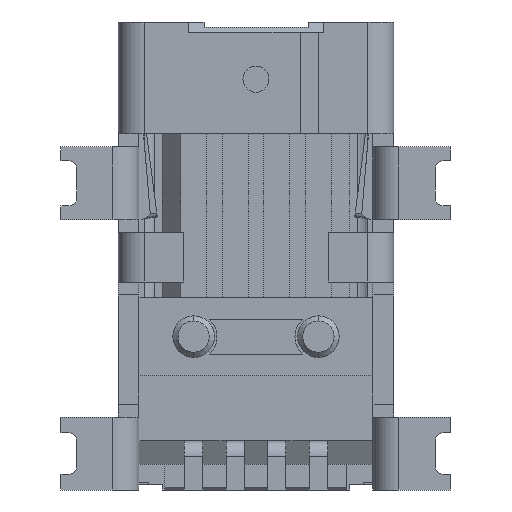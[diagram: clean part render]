
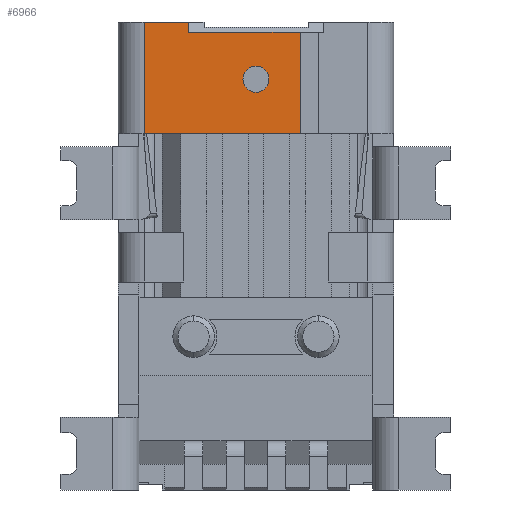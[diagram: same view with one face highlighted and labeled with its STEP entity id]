
A CAD part, front view. The second image highlights one B-rep face of the part: STEP entity #6966.
In plain terms, the highlighted planar face has unit normal (0, -1, 0).
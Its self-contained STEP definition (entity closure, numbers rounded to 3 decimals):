
#35=DIRECTION('',(-1.,0.,0.));
#36=VECTOR('',#35,0.85);
#37=CARTESIAN_POINT('',(-1.3,-1.8,0.));
#38=LINE('',#37,#36);
#81=DIRECTION('',(0.,0.,-1.));
#82=VECTOR('',#81,1.95);
#83=CARTESIAN_POINT('',(0.85,-1.8,-0.2));
#84=LINE('',#83,#82);
#85=DIRECTION('',(-1.,0.,0.));
#86=VECTOR('',#85,3.);
#87=CARTESIAN_POINT('',(0.85,-1.8,-2.15));
#88=LINE('',#87,#86);
#89=DIRECTION('',(0.,0.,-1.));
#90=VECTOR('',#89,0.2);
#91=CARTESIAN_POINT('',(-1.3,-1.8,0.));
#92=LINE('',#91,#90);
#93=DIRECTION('',(1.,0.,0.));
#94=VECTOR('',#93,2.15);
#95=CARTESIAN_POINT('',(-1.3,-1.8,-0.2));
#96=LINE('',#95,#94);
#97=CARTESIAN_POINT('',(0.,-1.8,-1.1));
#98=DIRECTION('',(0.,-1.,0.));
#99=DIRECTION('',(0.,0.,-1.));
#100=AXIS2_PLACEMENT_3D('',#97,#98,#99);
#102=CARTESIAN_POINT('',(0.,-1.8,-1.1));
#103=DIRECTION('',(0.,-1.,0.));
#104=DIRECTION('',(0.,0.,1.));
#105=AXIS2_PLACEMENT_3D('',#102,#103,#104);
#4190=DIRECTION('',(0.,0.,-1.));
#4191=VECTOR('',#4190,2.15);
#4192=CARTESIAN_POINT('',(-2.15,-1.8,0.));
#4193=LINE('',#4192,#4191);
#5711=CARTESIAN_POINT('',(-2.15,-1.8,0.));
#5712=VERTEX_POINT('',#5711);
#6250=CARTESIAN_POINT('',(-2.15,-1.8,-2.15));
#6251=VERTEX_POINT('',#6250);
#6464=CARTESIAN_POINT('',(-1.3,-1.8,0.));
#6466=VERTEX_POINT('',#6464);
#6470=CARTESIAN_POINT('',(-1.3,-1.8,-0.2));
#6471=VERTEX_POINT('',#6470);
#6480=CARTESIAN_POINT('',(0.85,-1.8,-0.2));
#6481=CARTESIAN_POINT('',(0.85,-1.8,-2.15));
#6482=VERTEX_POINT('',#6480);
#6483=VERTEX_POINT('',#6481);
#6516=CARTESIAN_POINT('',(0.,-1.8,-1.35));
#6517=CARTESIAN_POINT('',(0.,-1.8,-0.85));
#6518=VERTEX_POINT('',#6516);
#6519=VERTEX_POINT('',#6517);
#6942=CARTESIAN_POINT('',(2.15,-1.8,0.));
#6943=DIRECTION('',(0.,-1.,0.));
#6944=DIRECTION('',(-1.,0.,0.));
#6945=AXIS2_PLACEMENT_3D('',#6942,#6943,#6944);
#6946=PLANE('',#6945);
#6948=ORIENTED_EDGE('',*,*,#6947,.T.);
#6950=ORIENTED_EDGE('',*,*,#6949,.T.);
#6952=ORIENTED_EDGE('',*,*,#6951,.F.);
#6953=ORIENTED_EDGE('',*,*,#6884,.F.);
#6955=ORIENTED_EDGE('',*,*,#6954,.T.);
#6957=ORIENTED_EDGE('',*,*,#6956,.T.);
#6958=EDGE_LOOP('',(#6948,#6950,#6952,#6953,#6955,#6957));
#6959=FACE_OUTER_BOUND('',#6958,.F.);
#6961=ORIENTED_EDGE('',*,*,#6960,.T.);
#6963=ORIENTED_EDGE('',*,*,#6962,.T.);
#6964=EDGE_LOOP('',(#6961,#6963));
#6965=FACE_BOUND('',#6964,.F.);
#6966=ADVANCED_FACE('',(#6959,#6965),#6946,.T.);
#101=CIRCLE('',#100,0.25);
#106=CIRCLE('',#105,0.25);
#6884=EDGE_CURVE('',#6466,#5712,#38,.T.);
#6947=EDGE_CURVE('',#6482,#6483,#84,.T.);
#6949=EDGE_CURVE('',#6483,#6251,#88,.T.);
#6951=EDGE_CURVE('',#5712,#6251,#4193,.T.);
#6954=EDGE_CURVE('',#6466,#6471,#92,.T.);
#6956=EDGE_CURVE('',#6471,#6482,#96,.T.);
#6960=EDGE_CURVE('',#6518,#6519,#101,.T.);
#6962=EDGE_CURVE('',#6519,#6518,#106,.T.);
